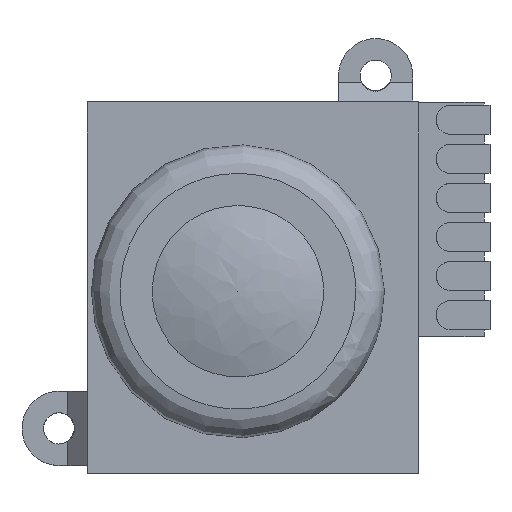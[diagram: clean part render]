
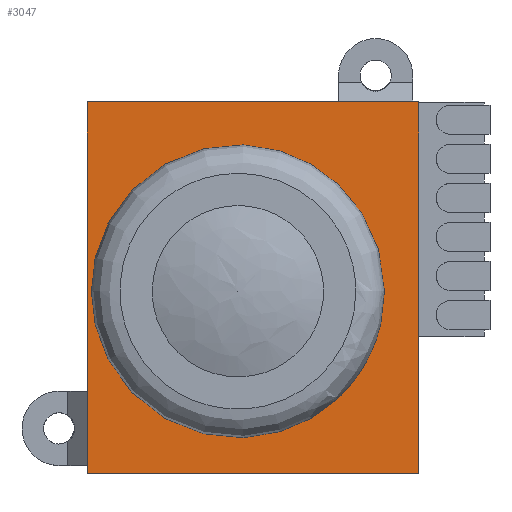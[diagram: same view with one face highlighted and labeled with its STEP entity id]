
A CAD part, top view. The second image highlights one B-rep face of the part: STEP entity #3047.
In plain terms, the highlighted free-form (B-spline) face has degree [1, 1] with [2, 2] control points.
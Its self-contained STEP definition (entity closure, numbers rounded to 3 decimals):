
#1306 = VERTEX_POINT('',#1307);
#1307 = CARTESIAN_POINT('',(14.082,7.153,
    5.313));
#1313 = EDGE_CURVE('',#1306,#1306,#1314,.T.);
#1314 = ( BOUNDED_CURVE() B_SPLINE_CURVE(2,(#1315,#1316,#1317,#1318,
#1319,#1320,#1321),.UNSPECIFIED.,.T.,.F.) B_SPLINE_CURVE_WITH_KNOTS((1,2
    ,2,2,2,1),(-2.094,0.,2.094,4.189,
6.283,8.378),.UNSPECIFIED.) CURVE() 
GEOMETRIC_REPRESENTATION_ITEM() RATIONAL_B_SPLINE_CURVE((1.,0.5,1.,0.5,
1.,0.5,1.)) REPRESENTATION_ITEM('') );
#1315 = CARTESIAN_POINT('',(14.082,7.153,
    5.313));
#1316 = CARTESIAN_POINT('',(14.082,-1.044,
    5.313));
#1317 = CARTESIAN_POINT('',(6.983,3.054,5.313
    ));
#1318 = CARTESIAN_POINT('',(-0.115,7.153,
    5.313));
#1319 = CARTESIAN_POINT('',(6.983,11.251,
    5.313));
#1320 = CARTESIAN_POINT('',(14.082,15.35,
    5.313));
#1321 = CARTESIAN_POINT('',(14.082,7.153,
    5.313));
#2656 = VERTEX_POINT('',#2657);
#2657 = CARTESIAN_POINT('',(18.801,17.064,
    5.313));
#2662 = EDGE_CURVE('',#2663,#2656,#2665,.T.);
#2663 = VERTEX_POINT('',#2664);
#2664 = CARTESIAN_POINT('',(18.801,-2.35,
    5.313));
#2665 = B_SPLINE_CURVE_WITH_KNOTS('',1,(#2666,#2667),.UNSPECIFIED.,.F.,
  .F.,(2,2),(-19.,0.),.PIECEWISE_BEZIER_KNOTS.);
#2666 = CARTESIAN_POINT('',(18.801,-2.35,
    5.313));
#2667 = CARTESIAN_POINT('',(18.801,17.064,
    5.313));
#2975 = EDGE_CURVE('',#2976,#2663,#2978,.T.);
#2976 = VERTEX_POINT('',#2977);
#2977 = CARTESIAN_POINT('',(1.482,-2.35,
    5.313));
#2978 = B_SPLINE_CURVE_WITH_KNOTS('',1,(#2979,#2980),.UNSPECIFIED.,.F.,
  .F.,(2,2),(-16.95,0.),.PIECEWISE_BEZIER_KNOTS.);
#2979 = CARTESIAN_POINT('',(1.482,-2.35,
    5.313));
#2980 = CARTESIAN_POINT('',(18.801,-2.35,
    5.313));
#2997 = EDGE_CURVE('',#2998,#2976,#3000,.T.);
#2998 = VERTEX_POINT('',#2999);
#2999 = CARTESIAN_POINT('',(1.482,17.064,
    5.313));
#3000 = B_SPLINE_CURVE_WITH_KNOTS('',1,(#3001,#3002),.UNSPECIFIED.,.F.,
  .F.,(2,2),(-19.,0.),.PIECEWISE_BEZIER_KNOTS.);
#3001 = CARTESIAN_POINT('',(1.482,17.064,
    5.313));
#3002 = CARTESIAN_POINT('',(1.482,-2.35,
    5.313));
#3029 = EDGE_CURVE('',#2656,#2998,#3030,.T.);
#3030 = B_SPLINE_CURVE_WITH_KNOTS('',1,(#3031,#3032),.UNSPECIFIED.,.F.,
  .F.,(2,2),(-16.95,0.),.PIECEWISE_BEZIER_KNOTS.);
#3031 = CARTESIAN_POINT('',(18.801,17.064,
    5.313));
#3032 = CARTESIAN_POINT('',(1.482,17.064,
    5.313));
#3047 = ADVANCED_FACE('',(#3048,#3054),#3057,.T.);
#3048 = FACE_BOUND('',#3049,.T.);
#3049 = EDGE_LOOP('',(#3050,#3051,#3052,#3053));
#3050 = ORIENTED_EDGE('',*,*,#3029,.T.);
#3051 = ORIENTED_EDGE('',*,*,#2997,.T.);
#3052 = ORIENTED_EDGE('',*,*,#2975,.T.);
#3053 = ORIENTED_EDGE('',*,*,#2662,.T.);
#3054 = FACE_BOUND('',#3055,.T.);
#3055 = EDGE_LOOP('',(#3056));
#3056 = ORIENTED_EDGE('',*,*,#1313,.T.);
#3057 = B_SPLINE_SURFACE_WITH_KNOTS('',1,1,(
    (#3058,#3059)
    ,(#3060,#3061
  )),.UNSPECIFIED.,.F.,.F.,.F.,(2,2),(2,2),(-8.475,8.475),(-9.5,9.5),
  .PIECEWISE_BEZIER_KNOTS.);
#3058 = CARTESIAN_POINT('',(1.482,-2.35,
    5.313));
#3059 = CARTESIAN_POINT('',(1.482,17.064,
    5.313));
#3060 = CARTESIAN_POINT('',(18.801,-2.35,
    5.313));
#3061 = CARTESIAN_POINT('',(18.801,17.064,
    5.313));
